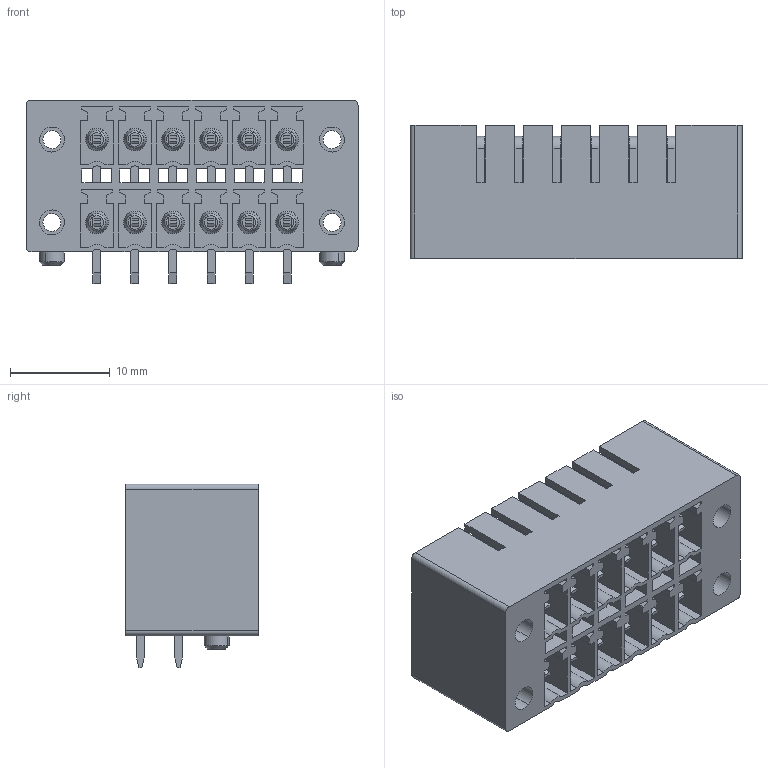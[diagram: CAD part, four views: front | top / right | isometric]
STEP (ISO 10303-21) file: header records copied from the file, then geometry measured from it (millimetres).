
FILE_DESCRIPTION(('CATIA V5 STEP Exchange','CAx-IF Rec.Pracs.--- Model Styling and Organization---1.2---2011-12-15'),'2;1');
FILE_NAME ('D1447481_0', '2018-10-05T04:28:32+00:00', ('none'), ('Weidmueller'), 'CATIA Version 5-6 Release 2014', 'CATIA V5 STEP AP214', 'none');
FILE_SCHEMA(('AUTOMOTIVE_DESIGN { 1 0 10303 214 1 1 1 1 }'));
Length unit declared in the file: millimetre
Products named in the file (1): 1039530000
Bounding box: 33.25 x 13.3 x 18.4 mm (x, y, z)
Volume: 3550.1 mm3; surface area: 6542 mm2
Topology: 15 solids, 15 shells, 860 faces, 2394 edges, 1586 vertices
Faces by surface type: plane 670, cylinder 114, torus 48, cone 28
Entity records: 24421 total; most frequent: ORIENTED_EDGE 4788, CARTESIAN_POINT 4405, DIRECTION 3032, EDGE_CURVE 2394, VECTOR 2018, LINE 2018, VERTEX_POINT 1586, EDGE_LOOP 926
